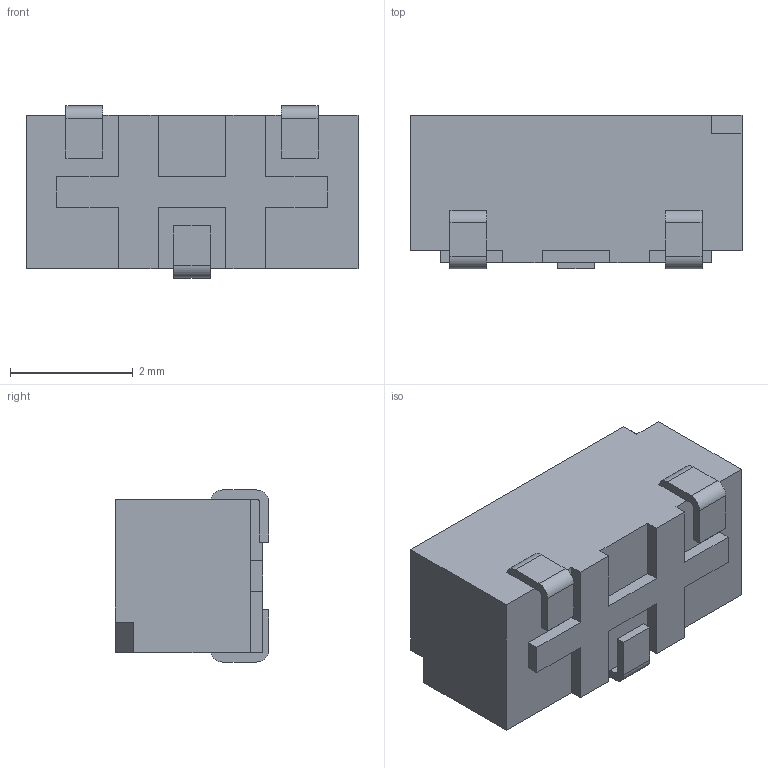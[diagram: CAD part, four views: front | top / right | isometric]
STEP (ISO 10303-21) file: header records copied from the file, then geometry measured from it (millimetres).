
FILE_DESCRIPTION (( 'STEP AP214' ), '1' );
FILE_NAME ('CAS-120A1.STEP', '2023-03-16T11:43:33', ( '' ), ( '' ), 'SwSTEP 2.0', 'SolidWorks 2022', '' );
FILE_SCHEMA (( 'AUTOMOTIVE_DESIGN' ));
Length unit declared in the file: inch
Products named in the file (3): CAS-120A1; CAS_c_12A; 1 pole_s
Assembly tree (2 placements, depth 2):
  CAS-120A1
    1 pole_s
    CAS_c_12A
Bounding box: 5.4 x 2.5 x 2.8 mm (x, y, z)
Volume: 30.4 mm3; surface area: 74.8 mm2
Topology: 2 solids, 2 shells, 86 faces, 230 edges, 150 vertices
Faces by surface type: plane 67, cylinder 19
Entity records: 3362 total; most frequent: CARTESIAN_POINT 507, ORIENTED_EDGE 460, DIRECTION 426, EDGE_CURVE 230, LINE 192, VECTOR 192, VERTEX_POINT 150, AXIS2_PLACEMENT_3D 117
